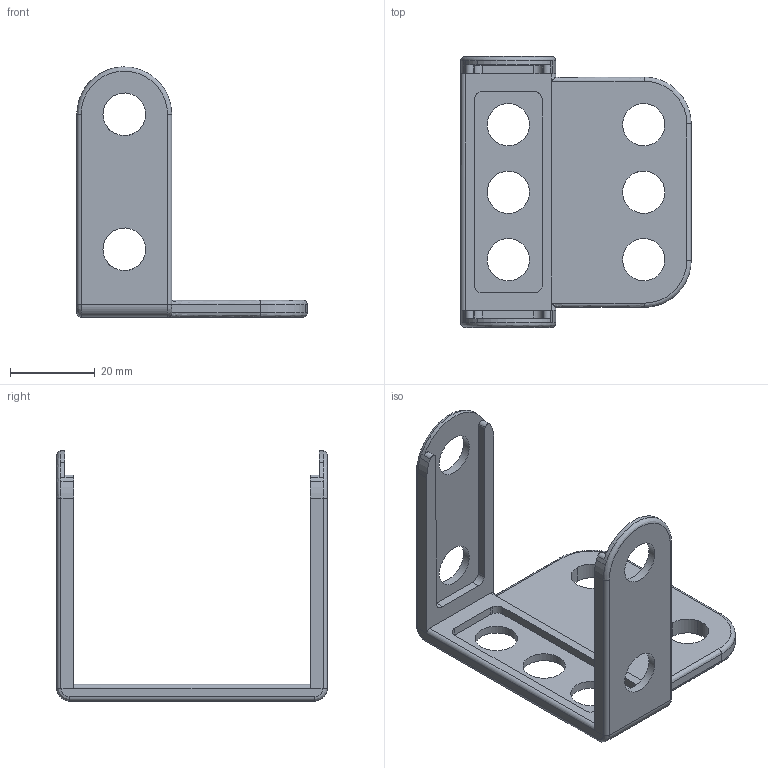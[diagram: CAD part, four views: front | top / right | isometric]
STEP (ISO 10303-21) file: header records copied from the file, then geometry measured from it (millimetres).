
FILE_DESCRIPTION((''),'2;1');
FILE_NAME('NV10.stp','2020-04-21T00:55:29',(''),(''),'AutoCAD STEP 2000i','AutoCAD 2000i',', , ');
FILE_SCHEMA(('CONFIG_CONTROL_DESIGN'));
Length unit declared in the file: millimetre
Products named in the file (2): NV10; PART1
Assembly tree (1 placements, depth 2):
  NV10
    PART1
Bounding box: 54.32 x 63.83 x 59.01 mm (x, y, z)
Volume: 14712.2 mm3; surface area: 12128.9 mm2
Topology: 1 solids, 1 shells, 115 faces, 326 edges, 214 vertices
Faces by surface type: cylinder 49, bspline 35, plane 31
Entity records: 5931 total; most frequent: CARTESIAN_POINT 2952, ORIENTED_EDGE 652, DIRECTION 522, EDGE_CURVE 326, VERTEX_POINT 214, AXIS2_PLACEMENT_3D 194, EDGE_LOOP 136, VECTOR 134
